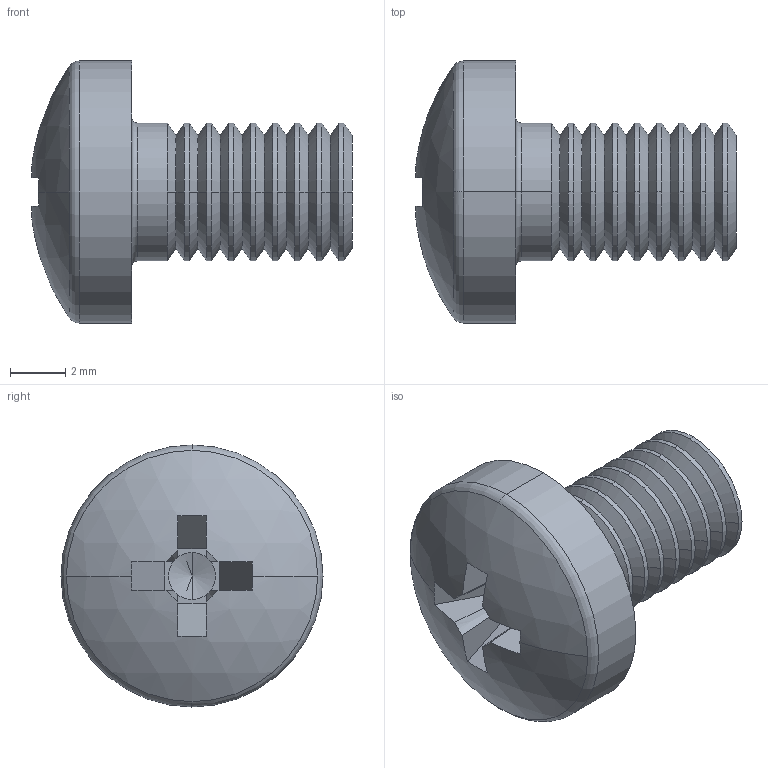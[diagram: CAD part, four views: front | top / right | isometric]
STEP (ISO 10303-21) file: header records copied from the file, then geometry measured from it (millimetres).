
FILE_DESCRIPTION (( 'STEP AP203' ), '1' );
FILE_NAME ('ISO 7045 - M5 x 8 - Z --- 8S_ISO 7045 - M5 x 8 - Z --- 8S_sldprt.STEP', '2018-08-17T13:41:07', ( '' ), ( '' ), 'SwSTEP 2.0', 'SolidWorks 2014', '' );
FILE_SCHEMA (( 'CONFIG_CONTROL_DESIGN' ));
Length unit declared in the file: millimetre
Products named in the file (1): ISO 7045 - M5 x 8 - Z --- 8S_ISO 7045 - M5 x 8 - Z --- 8S_sldprt
Bounding box: 11.63 x 9.5 x 9.5 mm (x, y, z)
Volume: 332.9 mm3; surface area: 406.3 mm2
Topology: 1 solids, 1 shells, 84 faces, 218 edges, 135 vertices
Faces by surface type: cone 40, cylinder 20, plane 18, torus 4, sphere 2
Entity records: 2681 total; most frequent: DIRECTION 510, CARTESIAN_POINT 460, ORIENTED_EDGE 432, AXIS2_PLACEMENT_3D 217, EDGE_CURVE 216, VERTEX_POINT 135, CIRCLE 132, EDGE_LOOP 85
